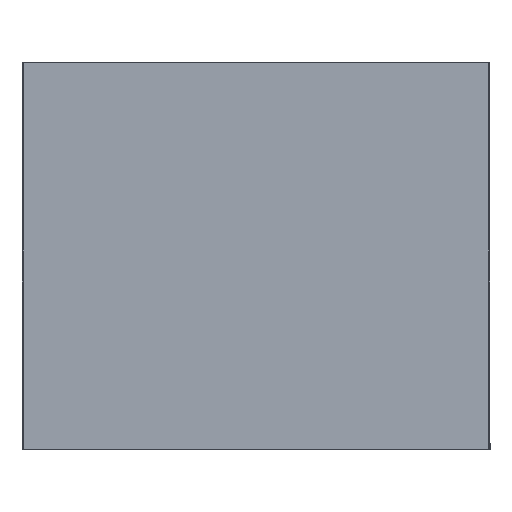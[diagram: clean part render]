
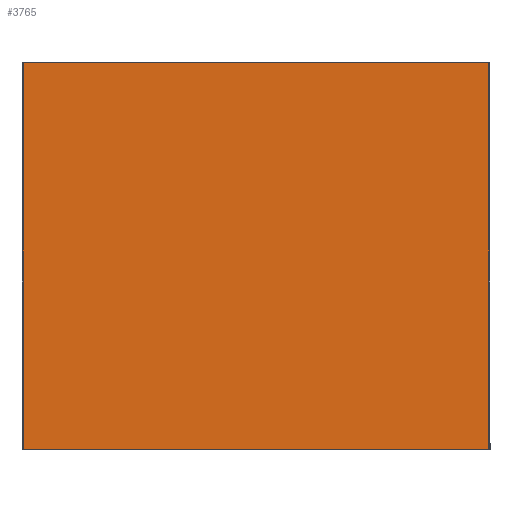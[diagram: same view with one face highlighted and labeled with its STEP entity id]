
A CAD part, top view. The second image highlights one B-rep face of the part: STEP entity #3765.
In plain terms, the highlighted planar face has unit normal (0, 0, 1).
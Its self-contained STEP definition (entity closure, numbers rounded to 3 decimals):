
#171 = LINE ( 'NONE', #1072, #1179 ) ;
#307 = EDGE_CURVE ( 'NONE', #1506, #1401, #171, .T. ) ;
#494 = ORIENTED_EDGE ( 'NONE', *, *, #307, .F. ) ;
#589 = CARTESIAN_POINT ( 'NONE',  ( -450.5, 373.939, 0. ) ) ;
#767 = CARTESIAN_POINT ( 'NONE',  ( 0., 0., 0. ) ) ;
#899 = LINE ( 'NONE', #3419, #2094 ) ;
#1072 = CARTESIAN_POINT ( 'NONE',  ( -454.405, 373.939, 0. ) ) ;
#1179 = VECTOR ( 'NONE', #1721, 1000. ) ;
#1393 = AXIS2_PLACEMENT_3D ( 'NONE', #767, #2445, #3450 ) ;
#1401 = VERTEX_POINT ( 'NONE', #1697 ) ;
#1484 = DIRECTION ( 'NONE',  ( 1., 0., 0. ) ) ;
#1506 = VERTEX_POINT ( 'NONE', #589 ) ;
#1544 = VERTEX_POINT ( 'NONE', #3939 ) ;
#1555 = EDGE_CURVE ( 'NONE', #1544, #1506, #1883, .T. ) ;
#1697 = CARTESIAN_POINT ( 'NONE',  ( 450.5, 373.939, 0. ) ) ;
#1721 = DIRECTION ( 'NONE',  ( 1., 0., 0. ) ) ;
#1883 = LINE ( 'NONE', #3250, #4274 ) ;
#1913 = DIRECTION ( 'NONE',  ( 0., 1., 0. ) ) ;
#2041 = VERTEX_POINT ( 'NONE', #2325 ) ;
#2094 = VECTOR ( 'NONE', #1484, 1000. ) ;
#2118 = PLANE ( 'NONE',  #1393 ) ;
#2325 = CARTESIAN_POINT ( 'NONE',  ( 450.5, -373.939, 0. ) ) ;
#2437 = VECTOR ( 'NONE', #3840, 1000. ) ;
#2445 = DIRECTION ( 'NONE',  ( 0., 0., 1. ) ) ;
#2476 = ORIENTED_EDGE ( 'NONE', *, *, #3870, .T. ) ;
#2504 = FACE_OUTER_BOUND ( 'NONE', #4172, .T. ) ;
#2520 = EDGE_CURVE ( 'NONE', #1401, #2041, #2960, .T. ) ;
#2960 = LINE ( 'NONE', #3811, #2437 ) ;
#3250 = CARTESIAN_POINT ( 'NONE',  ( -450.5, -375., 0. ) ) ;
#3324 = ORIENTED_EDGE ( 'NONE', *, *, #1555, .F. ) ;
#3419 = CARTESIAN_POINT ( 'NONE',  ( -454.405, -373.939, 0. ) ) ;
#3450 = DIRECTION ( 'NONE',  ( 1., 0., 0. ) ) ;
#3765 = ADVANCED_FACE ( 'NONE', ( #2504 ), #2118, .T. ) ;
#3811 = CARTESIAN_POINT ( 'NONE',  ( 450.5, 375., 0. ) ) ;
#3840 = DIRECTION ( 'NONE',  ( 0., -1., 0. ) ) ;
#3870 = EDGE_CURVE ( 'NONE', #1544, #2041, #899, .T. ) ;
#3939 = CARTESIAN_POINT ( 'NONE',  ( -450.5, -373.939, 0. ) ) ;
#4172 = EDGE_LOOP ( 'NONE', ( #2476, #4195, #494, #3324 ) ) ;
#4195 = ORIENTED_EDGE ( 'NONE', *, *, #2520, .F. ) ;
#4274 = VECTOR ( 'NONE', #1913, 1000. ) ;
